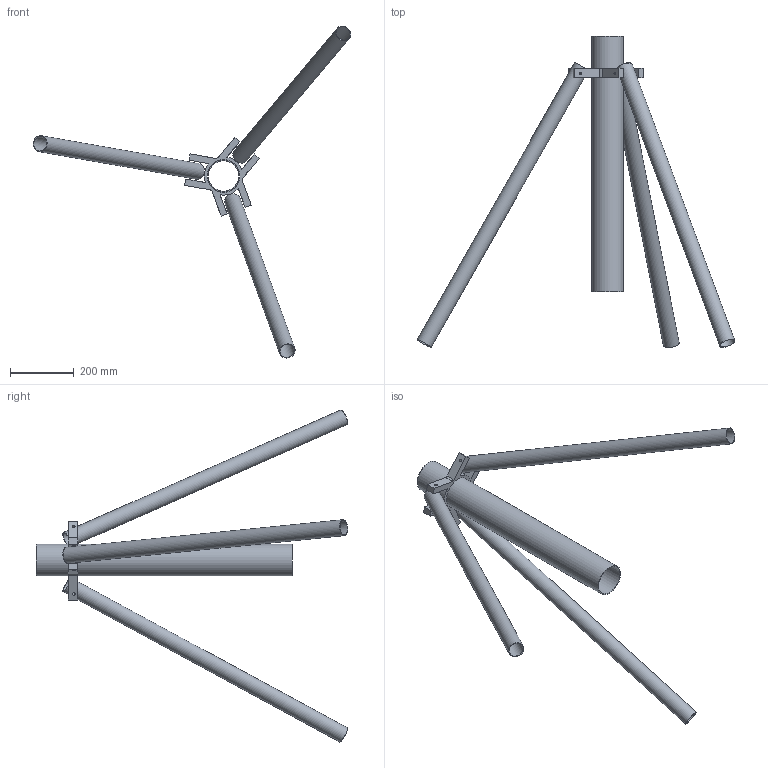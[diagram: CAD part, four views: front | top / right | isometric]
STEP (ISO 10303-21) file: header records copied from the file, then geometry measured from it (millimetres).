
FILE_DESCRIPTION(/* description */ (''),/* implementation_level */ '2;1');
FILE_NAME(/* name */ 'OpenTripod v8.step',/* time_stamp */ '2024-08-25T20:22:59+10:00',/* author */ (''),/* organization */ (''),/* preprocessor_version */ 'ST-DEVELOPER v20',/* originating_system */ 'Autodesk Translation Framework v13.14.0.145',/* authorisation */ '');
FILE_SCHEMA (('AUTOMOTIVE_DESIGN { 1 0 10303 214 3 1 1 }'));
Length unit declared in the file: millimetre
Products named in the file (1): (Unsaved)
Bounding box: 993.42 x 974.03 x 1038.65 mm (x, y, z)
Volume: 1860723.7 mm3; surface area: 1469592.9 mm2
Topology: 5 solids, 5 shells, 49 faces, 117 edges, 78 vertices
Faces by surface type: plane 28, cylinder 21
Full cylindrical faces by diameter (mm): 8.2 x6, 46 x3, 50 x3, 95 x1, 100 x1, 102 x1
Entity records: 1506 total; most frequent: DIRECTION 259, CARTESIAN_POINT 245, ORIENTED_EDGE 234, EDGE_CURVE 117, AXIS2_PLACEMENT_3D 92, VERTEX_POINT 78, LINE 75, VECTOR 75
